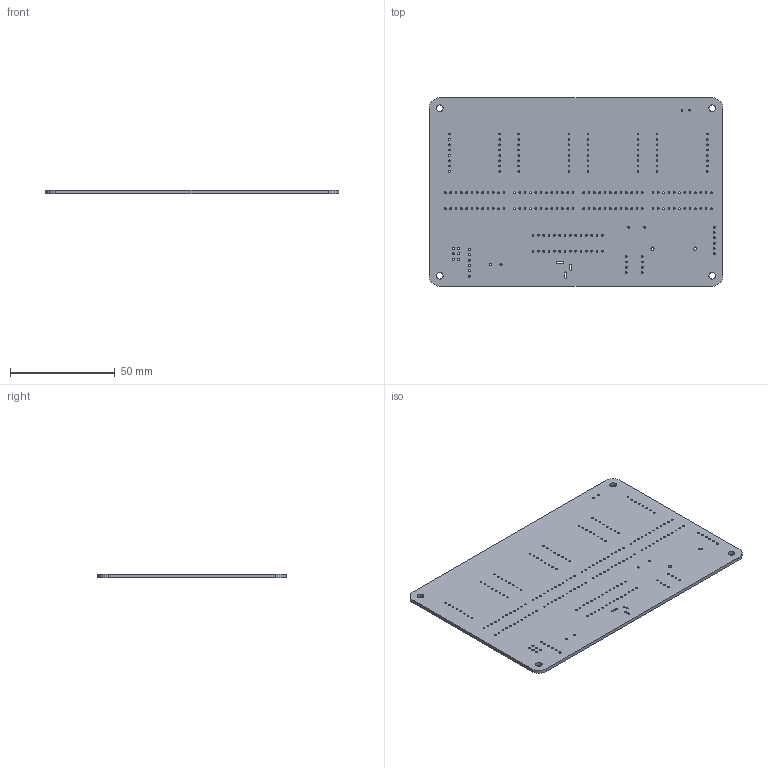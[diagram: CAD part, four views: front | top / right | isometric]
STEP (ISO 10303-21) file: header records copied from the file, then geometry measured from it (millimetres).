
FILE_DESCRIPTION(('KiCad electronic assembly'),'2;1');
FILE_NAME('YWS_clock.step','2022-07-17T18:13:08',('Pcbnew'),('Kicad'), 'Open CASCADE STEP processor 7.6','KiCad to STEP converter','Unknown' );
FILE_SCHEMA(('AUTOMOTIVE_DESIGN { 1 0 10303 214 1 1 1 1 }'));
Length unit declared in the file: millimetre
Products named in the file (2): YWS_clock 1; YWS_clock PCB
Assembly tree (1 placements, depth 2):
  YWS_clock 1
    YWS_clock PCB
Bounding box: 140 x 90 x 1.6 mm (x, y, z)
Volume: 19872.3 mm3; surface area: 26572.4 mm2
Topology: 1 solids, 1 shells, 248 faces, 738 edges, 492 vertices
Faces by surface type: cylinder 236, plane 12
Full cylindrical faces by diameter (mm): 0.762 x64, 0.8 x134, 1 x22, 1.5 x2, 3.2 x4
Entity records: 19171 total; most frequent: DIRECTION 3186, CARTESIAN_POINT 2956, ORIENTED_EDGE 1476, PCURVE 1476, DEFINITIONAL_REPRESENTATION 1476, LINE 1270, VECTOR 1270, CIRCLE 944
